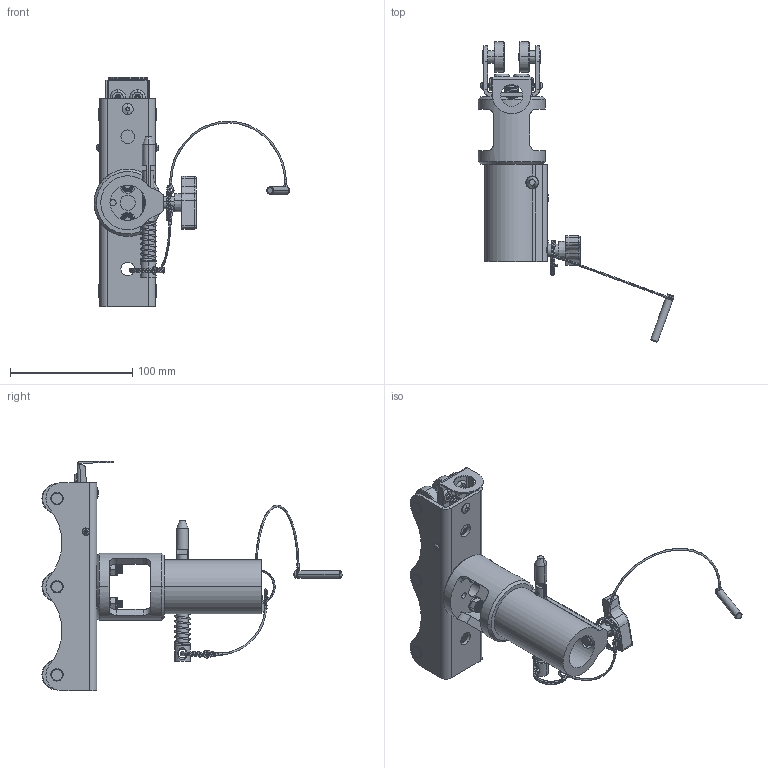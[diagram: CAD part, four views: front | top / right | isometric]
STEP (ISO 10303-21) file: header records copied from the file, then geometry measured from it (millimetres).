
FILE_DESCRIPTION (( 'STEP AP203' ), '1' );
FILE_NAME ('T84205.STEP', '2018-09-19T07:38:55', ( '' ), ( '' ), 'SwSTEP 2.0', 'SolidWorks 2016', '' );
FILE_SCHEMA (( 'CONFIG_CONTROL_DESIGN' ));
Length unit declared in the file: millimetre
Products named in the file (35): TH3892; Doughty Knob_S0168; TH1283; TH3893; S3408; T84205_LABEL; TH1684; T84300; S1181-4; S3019; Hex Screw GradeC_Doughty Fastners_ISO 4018 - M6 x 25-WS; F629; ST40900 (T84300); S1181-3_TH631-1 32MM LG; T84205; S2605; Socket Button Head Screw_Doughty Fastners_ISO 7380 - M3 x 16 --- 16S; S1181; TH1280_Down; S2905; S3287; S3297; S2663; S1181-2; TH1624; S3286; F3010; TH1282; B Washer_Bright washer BS 4320 - M6 (Form B); TH1281; Single Coil Rectangular Section Spring Washer_Doughty Fastners_Rectangular section spring washer BS 4464 - 3 (Type B); F2038; SW3dPS-nyloc nut, st stl a2 iso_M6 NYLOC; TH2382; S1181-1_TH629-1 M10 Sword Body
Assembly tree (60 placements, depth 4):
  T84205
    TH2382
      TH1624
      S3408  x6
      S2905  x6
      S3019  x6
    T84300
      TH1280_Down
        TH1281
        TH1282
        F629
      Doughty Knob_S0168
      S1181
        S1181-1_TH629-1 M10 Sword Body
        S1181-4
        S1181-2
        S1181-3_TH631-1 32MM LG
      S2605
      TH1684
        ST40900 (T84300)
        TH1283
      S2663  x2
    Hex Screw GradeC_Doughty Fastners_ISO 4018 - M6 x 25-WS  x2
    B Washer_Bright washer BS 4320 - M6 (Form B)  x4
    SW3dPS-nyloc nut, st stl a2 iso_M6 NYLOC  x2
    T84205_LABEL
    TH3893
      TH3892
      F3010  x2
      S3286  x2
      S3287  x2
    F2038
    S3297
    Single Coil Rectangular Section Spring Washer_Doughty Fastners_Rectangular section spring washer BS 4464 - 3 (Type B)  x2
    Socket Button Head Screw_Doughty Fastners_ISO 7380 - M3 x 16 --- 16S  x2
Bounding box: 160.09 x 245.11 x 187.61 mm (x, y, z)
Volume: 228630.3 mm3; surface area: 122033.2 mm2
Topology: 57 solids, 57 shells, 2226 faces, 5528 edges, 3522 vertices
Faces by surface type: plane 769, cylinder 616, cone 520, bspline 205, torus 112, sphere 4
Entity records: 69569 total; most frequent: CARTESIAN_POINT 26984, ORIENTED_EDGE 8040, DIRECTION 7780, EDGE_CURVE 4020, AXIS2_PLACEMENT_3D 2771, VERTEX_POINT 2587, LINE 2238, VECTOR 2238
